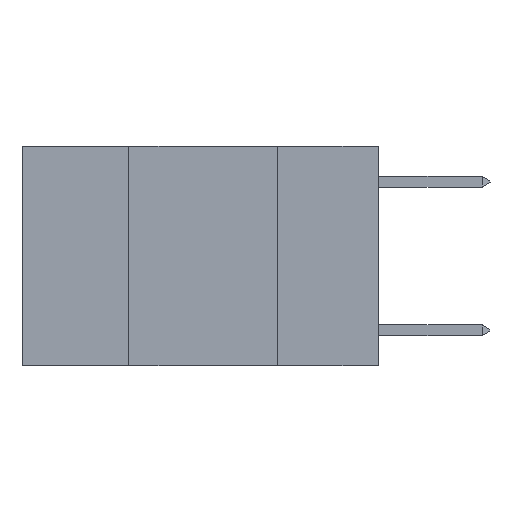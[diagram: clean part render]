
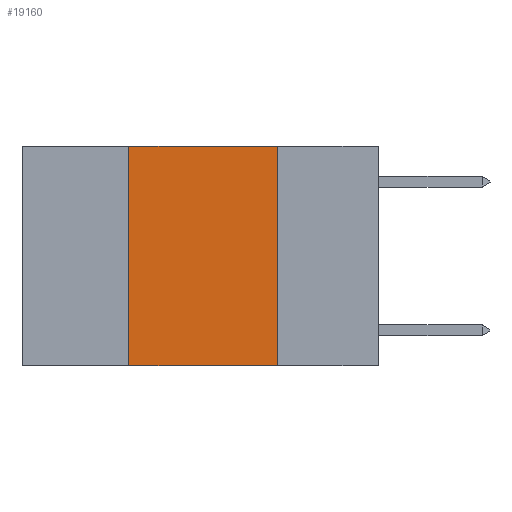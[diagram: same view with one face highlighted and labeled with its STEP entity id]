
A CAD part, left-side view. The second image highlights one B-rep face of the part: STEP entity #19160.
In plain terms, the highlighted planar face has unit normal (-1, 0, 0).
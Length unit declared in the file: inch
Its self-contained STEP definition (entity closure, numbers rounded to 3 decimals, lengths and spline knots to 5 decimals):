
#515 = EDGE_LOOP ( 'NONE', ( #30116, #22967, #4882, #2964 ) ) ;
#2462 = EDGE_CURVE ( 'NONE', #29905, #24540, #25673, .T. ) ;
#2943 = LINE ( 'NONE', #13233, #21100 ) ;
#2964 = ORIENTED_EDGE ( 'NONE', *, *, #7740, .T. ) ;
#4882 = ORIENTED_EDGE ( 'NONE', *, *, #23595, .F. ) ;
#4899 = VECTOR ( 'NONE', #27795, 39.37008 ) ;
#5189 = LINE ( 'NONE', #28163, #24095 ) ;
#5356 = DIRECTION ( 'NONE',  ( 0., 0., -1. ) ) ;
#5467 = CARTESIAN_POINT ( 'NONE',  ( 0., 0.17, 0. ) ) ;
#6018 = DIRECTION ( 'NONE',  ( 0., -1., 0. ) ) ;
#6138 = PLANE ( 'NONE',  #16984 ) ;
#7740 = EDGE_CURVE ( 'NONE', #17751, #24540, #24598, .T. ) ;
#8636 = CARTESIAN_POINT ( 'NONE',  ( 0., 0.6, 0. ) ) ;
#9261 = VERTEX_POINT ( 'NONE', #13375 ) ;
#11112 = DIRECTION ( 'NONE',  ( 1., 0., 0. ) ) ;
#11808 = CARTESIAN_POINT ( 'NONE',  ( 0., 0.42, -0.37 ) ) ;
#12092 = CARTESIAN_POINT ( 'NONE',  ( 0., 0.17, -0.37 ) ) ;
#12562 = VECTOR ( 'NONE', #5356, 39.37008 ) ;
#13233 = CARTESIAN_POINT ( 'NONE',  ( 0., 0.42, 0. ) ) ;
#13375 = CARTESIAN_POINT ( 'NONE',  ( 0., 0.42, 0. ) ) ;
#15507 = CARTESIAN_POINT ( 'NONE',  ( 0., 0.6, -0.37 ) ) ;
#15702 = DIRECTION ( 'NONE',  ( 0., 0., 1. ) ) ;
#16984 = AXIS2_PLACEMENT_3D ( 'NONE', #8636, #11112, #28391 ) ;
#17751 = VERTEX_POINT ( 'NONE', #11808 ) ;
#18697 = CARTESIAN_POINT ( 'NONE',  ( 0., 0.17, 0. ) ) ;
#19160 = ADVANCED_FACE ( 'NONE', ( #28828 ), #6138, .F. ) ;
#21100 = VECTOR ( 'NONE', #15702, 39.37008 ) ;
#22967 = ORIENTED_EDGE ( 'NONE', *, *, #24958, .F. ) ;
#23595 = EDGE_CURVE ( 'NONE', #17751, #9261, #2943, .T. ) ;
#24095 = VECTOR ( 'NONE', #6018, 39.37008 ) ;
#24540 = VERTEX_POINT ( 'NONE', #12092 ) ;
#24598 = LINE ( 'NONE', #15507, #4899 ) ;
#24958 = EDGE_CURVE ( 'NONE', #9261, #29905, #5189, .T. ) ;
#25673 = LINE ( 'NONE', #5467, #12562 ) ;
#27795 = DIRECTION ( 'NONE',  ( 0., -1., 0. ) ) ;
#28163 = CARTESIAN_POINT ( 'NONE',  ( 0., 0.6, 0. ) ) ;
#28391 = DIRECTION ( 'NONE',  ( 0., 0., -1. ) ) ;
#28828 = FACE_OUTER_BOUND ( 'NONE', #515, .T. ) ;
#29905 = VERTEX_POINT ( 'NONE', #18697 ) ;
#30116 = ORIENTED_EDGE ( 'NONE', *, *, #2462, .F. ) ;
